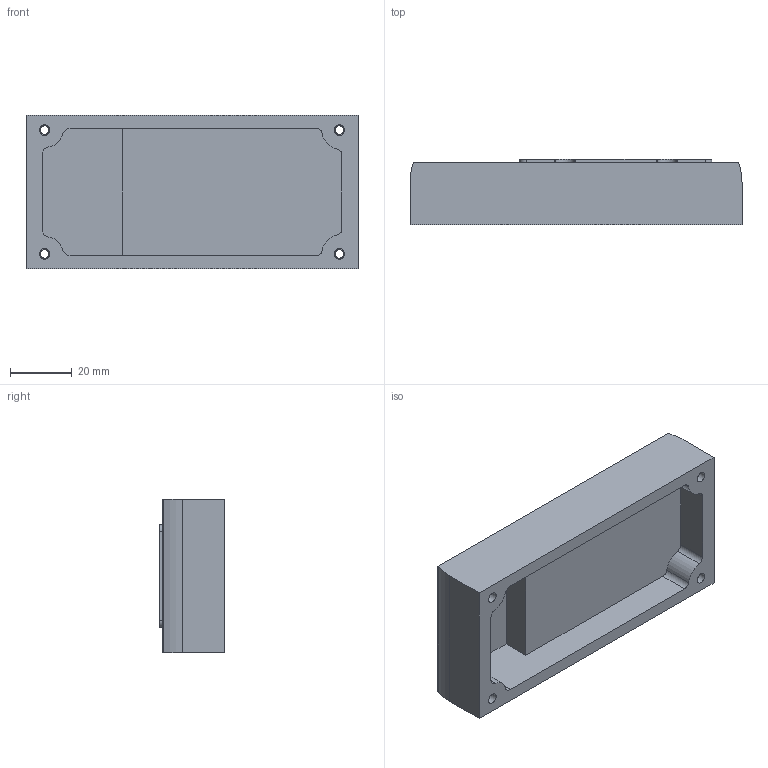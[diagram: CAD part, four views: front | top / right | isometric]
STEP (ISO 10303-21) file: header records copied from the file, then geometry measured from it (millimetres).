
FILE_DESCRIPTION(/* description */ ('STEP AP214'),/* implementation_level */ '2;1');
FILE_NAME(/* name */ '195708_CPX-AB-8-KL-4POL',/* time_stamp */ '2024-08-07T18:23:19+02:00',/* author */ ('License CC BY-ND 4.0'),/* organization */ ('CADENAS'),/* preprocessor_version */ 'ST-DEVELOPER v19.3',/* originating_system */ 'PARTsolutions',/* authorisation */ ' ');
FILE_SCHEMA (('AUTOMOTIVE_DESIGN {1 0 10303 214 3 1 1}'));
Length unit declared in the file: millimetre
Products named in the file (1): 195708 CPX-AB-8-KL-4POL
Bounding box: 107.3 x 21.2 x 49.7 mm (x, y, z)
Volume: 57032 mm3; surface area: 22505.3 mm2
Topology: 1 solids, 1 shells, 148 faces, 372 edges, 244 vertices
Faces by surface type: cylinder 82, plane 58, cone 8
Full cylindrical faces by diameter (mm): 2.459 x4, 2.8 x4, 3.4 x8, 7.5 x4
Entity records: 4394 total; most frequent: DIRECTION 810, CARTESIAN_POINT 737, ORIENTED_EDGE 688, EDGE_CURVE 344, AXIS2_PLACEMENT_3D 317, VERTEX_POINT 244, EDGE_LOOP 202, FACE_BOUND 202
